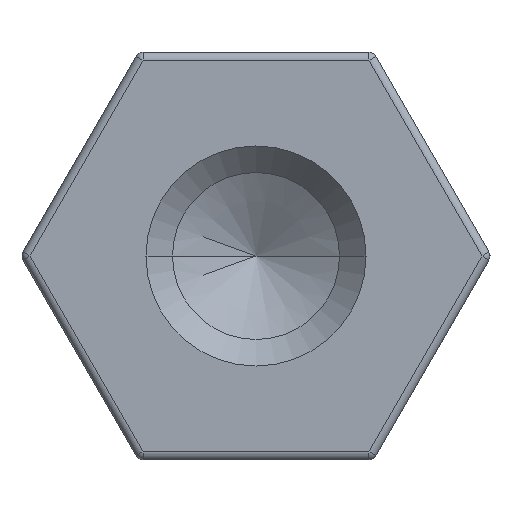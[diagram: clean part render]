
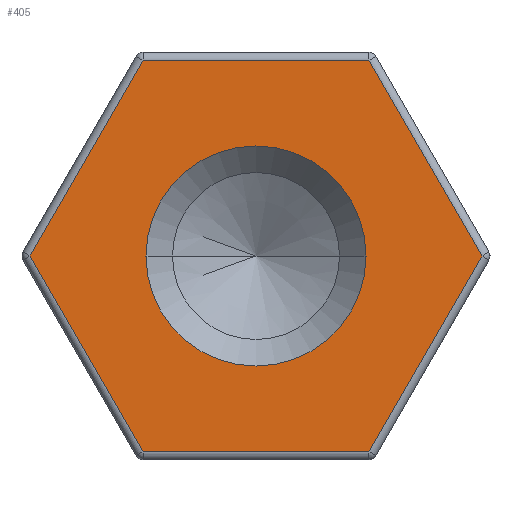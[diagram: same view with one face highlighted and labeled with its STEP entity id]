
A CAD part, left-side view. The second image highlights one B-rep face of the part: STEP entity #405.
In plain terms, the highlighted planar face has unit normal (-1, 0, 0).
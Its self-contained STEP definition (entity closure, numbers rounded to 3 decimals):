
#18 = EDGE_CURVE ( 'NONE', #1016, #266, #107, .T. ) ;
#50 = DIRECTION ( 'NONE',  ( 1., 0., 0. ) ) ;
#84 = VECTOR ( 'NONE', #416, 1000. ) ;
#107 = LINE ( 'NONE', #1174, #143 ) ;
#143 = VECTOR ( 'NONE', #970, 1000. ) ;
#151 = CARTESIAN_POINT ( 'NONE',  ( 0., 2.771, 0. ) ) ;
#192 = EDGE_CURVE ( 'NONE', #811, #585, #657, .T. ) ;
#205 = CARTESIAN_POINT ( 'NONE',  ( 0., 1.35, 0. ) ) ;
#215 = CARTESIAN_POINT ( 'NONE',  ( 0., -1.386, -2.4 ) ) ;
#266 = VERTEX_POINT ( 'NONE', #341 ) ;
#274 = VECTOR ( 'NONE', #561, 1000. ) ;
#279 = ORIENTED_EDGE ( 'NONE', *, *, #759, .T. ) ;
#281 = ORIENTED_EDGE ( 'NONE', *, *, #1433, .T. ) ;
#285 = ORIENTED_EDGE ( 'NONE', *, *, #18, .T. ) ;
#287 = ORIENTED_EDGE ( 'NONE', *, *, #1405, .T. ) ;
#290 = VERTEX_POINT ( 'NONE', #298 ) ;
#298 = CARTESIAN_POINT ( 'NONE',  ( 0., 1.386, -2.4 ) ) ;
#305 = ORIENTED_EDGE ( 'NONE', *, *, #354, .T. ) ;
#306 = ORIENTED_EDGE ( 'NONE', *, *, #192, .T. ) ;
#308 = ORIENTED_EDGE ( 'NONE', *, *, #1076, .T. ) ;
#311 = ORIENTED_EDGE ( 'NONE', *, *, #442, .T. ) ;
#341 = CARTESIAN_POINT ( 'NONE',  ( 0., -2.771, 0. ) ) ;
#354 = EDGE_CURVE ( 'NONE', #585, #290, #470, .T. ) ;
#390 = VECTOR ( 'NONE', #1314, 1000. ) ;
#403 = VERTEX_POINT ( 'NONE', #658 ) ;
#405 = ADVANCED_FACE ( 'NONE', ( #635, #1276 ), #660, .F. ) ;
#416 = DIRECTION ( 'NONE',  ( 0., -1., 0. ) ) ;
#442 = EDGE_CURVE ( 'NONE', #266, #403, #1227, .T. ) ;
#458 = EDGE_LOOP ( 'NONE', ( #281, #279 ) ) ;
#467 = LINE ( 'NONE', #1045, #84 ) ;
#470 = LINE ( 'NONE', #901, #390 ) ;
#547 = DIRECTION ( 'NONE',  ( 0., 0.5, -0.866 ) ) ;
#561 = DIRECTION ( 'NONE',  ( 0., 0.5, 0.866 ) ) ;
#585 = VERTEX_POINT ( 'NONE', #151 ) ;
#593 = CARTESIAN_POINT ( 'NONE',  ( 0., -1.35, 0. ) ) ;
#594 = CARTESIAN_POINT ( 'NONE',  ( 0., 2.078, 1.2 ) ) ;
#623 = AXIS2_PLACEMENT_3D ( 'NONE', #806, #50, #929 ) ;
#635 = FACE_OUTER_BOUND ( 'NONE', #841, .T. ) ;
#644 = DIRECTION ( 'NONE',  ( 1., 0., 0. ) ) ;
#657 = LINE ( 'NONE', #594, #986 ) ;
#658 = CARTESIAN_POINT ( 'NONE',  ( 0., -1.386, 2.4 ) ) ;
#660 = PLANE ( 'NONE',  #1273 ) ;
#718 = AXIS2_PLACEMENT_3D ( 'NONE', #1309, #644, #1386 ) ;
#722 = CARTESIAN_POINT ( 'NONE',  ( 0., 0., 0. ) ) ;
#759 = EDGE_CURVE ( 'NONE', #1138, #940, #983, .T. ) ;
#806 = CARTESIAN_POINT ( 'NONE',  ( 0., 0., 0. ) ) ;
#811 = VERTEX_POINT ( 'NONE', #1319 ) ;
#841 = EDGE_LOOP ( 'NONE', ( #311, #308, #306, #305, #287, #285 ) ) ;
#901 = CARTESIAN_POINT ( 'NONE',  ( 0., 2.078, -1.2 ) ) ;
#929 = DIRECTION ( 'NONE',  ( 0., 1., 0. ) ) ;
#940 = VERTEX_POINT ( 'NONE', #205 ) ;
#970 = DIRECTION ( 'NONE',  ( 0., -0.5, 0.866 ) ) ;
#981 = DIRECTION ( 'NONE',  ( 0., 1., 0. ) ) ;
#983 = CIRCLE ( 'NONE', #718, 1.35 ) ;
#986 = VECTOR ( 'NONE', #547, 1000. ) ;
#1004 = CIRCLE ( 'NONE', #623, 1.35 ) ;
#1008 = DIRECTION ( 'NONE',  ( 1., 0., 0. ) ) ;
#1016 = VERTEX_POINT ( 'NONE', #215 ) ;
#1045 = CARTESIAN_POINT ( 'NONE',  ( 0., 0., -2.4 ) ) ;
#1076 = EDGE_CURVE ( 'NONE', #403, #811, #1427, .T. ) ;
#1138 = VERTEX_POINT ( 'NONE', #593 ) ;
#1174 = CARTESIAN_POINT ( 'NONE',  ( 0., -2.078, -1.2 ) ) ;
#1203 = CARTESIAN_POINT ( 'NONE',  ( 0., 0., 2.4 ) ) ;
#1227 = LINE ( 'NONE', #1255, #274 ) ;
#1255 = CARTESIAN_POINT ( 'NONE',  ( 0., -2.078, 1.2 ) ) ;
#1273 = AXIS2_PLACEMENT_3D ( 'NONE', #722, #1008, #981 ) ;
#1275 = DIRECTION ( 'NONE',  ( 0., 1., 0. ) ) ;
#1276 = FACE_BOUND ( 'NONE', #458, .T. ) ;
#1309 = CARTESIAN_POINT ( 'NONE',  ( 0., 0., 0. ) ) ;
#1314 = DIRECTION ( 'NONE',  ( 0., -0.5, -0.866 ) ) ;
#1319 = CARTESIAN_POINT ( 'NONE',  ( 0., 1.386, 2.4 ) ) ;
#1386 = DIRECTION ( 'NONE',  ( 0., 1., 0. ) ) ;
#1405 = EDGE_CURVE ( 'NONE', #290, #1016, #467, .T. ) ;
#1406 = VECTOR ( 'NONE', #1275, 1000. ) ;
#1427 = LINE ( 'NONE', #1203, #1406 ) ;
#1433 = EDGE_CURVE ( 'NONE', #940, #1138, #1004, .T. ) ;
